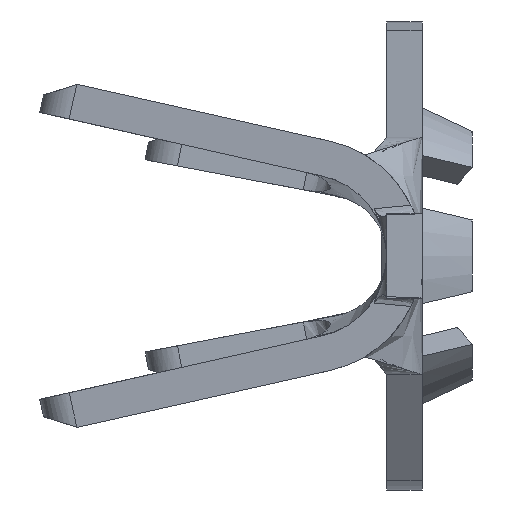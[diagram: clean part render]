
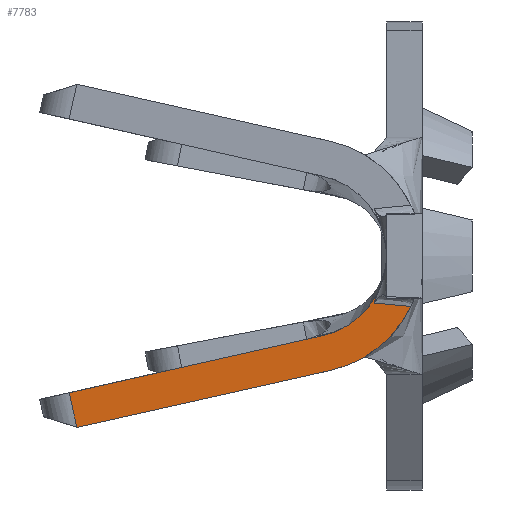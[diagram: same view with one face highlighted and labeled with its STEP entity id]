
A CAD part, left-side view. The second image highlights one B-rep face of the part: STEP entity #7783.
In plain terms, the highlighted planar face has unit normal (-0.996, 0.087, 0).
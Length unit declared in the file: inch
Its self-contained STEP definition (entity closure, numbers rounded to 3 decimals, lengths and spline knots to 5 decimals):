
#232 = CARTESIAN_POINT ( 'NONE',  ( -0.69262, 0.0272, -0.03671 ) ) ;
#397 = CARTESIAN_POINT ( 'NONE',  ( -0.69181, 0.03642, -0.03575 ) ) ;
#579 = CARTESIAN_POINT ( 'NONE',  ( -0.695, 0., -0.13 ) ) ;
#906 = VECTOR ( 'NONE', #5501, 39.37008 ) ;
#938 = CARTESIAN_POINT ( 'NONE',  ( -0.69219, 0.03214, -0.03622 ) ) ;
#1010 = EDGE_CURVE ( 'NONE', #8607, #2298, #3265, .T. ) ;
#1164 = CARTESIAN_POINT ( 'NONE',  ( -0.6884, 0.07539, -0.06049 ) ) ;
#1241 = ORIENTED_EDGE ( 'NONE', *, *, #6245, .F. ) ;
#1262 = DIRECTION ( 'NONE',  ( 0.087, 0.996, 0. ) ) ;
#1319 = ORIENTED_EDGE ( 'NONE', *, *, #8410, .F. ) ;
#1409 = ORIENTED_EDGE ( 'NONE', *, *, #3574, .F. ) ;
#1415 = DIRECTION ( 'NONE',  ( 0.085, 0.972, -0.219 ) ) ;
#1462 = EDGE_CURVE ( 'NONE', #3733, #8607, #5084, .T. ) ;
#1615 = CARTESIAN_POINT ( 'NONE',  ( -0.69181, 0.03642, -0.03575 ) ) ;
#1772 = CARTESIAN_POINT ( 'NONE',  ( -0.69226, 0.03128, -0.02264 ) ) ;
#1957 = CARTESIAN_POINT ( 'NONE',  ( -0.69424, 0.00869, -0.03836 ) ) ;
#2037 = ORIENTED_EDGE ( 'NONE', *, *, #1010, .T. ) ;
#2053 = CARTESIAN_POINT ( 'NONE',  ( -0.6902, 0.05489, -0.05587 ) ) ;
#2072 = VERTEX_POINT ( 'NONE', #4039 ) ;
#2237 = VECTOR ( 'NONE', #7455, 39.37008 ) ;
#2298 = VERTEX_POINT ( 'NONE', #2842 ) ;
#2418 = CARTESIAN_POINT ( 'NONE',  ( -0.69181, 0.03642, -0.03575 ) ) ;
#2479 = VERTEX_POINT ( 'NONE', #1164 ) ;
#2570 =( BOUNDED_CURVE ( )  B_SPLINE_CURVE ( 3, ( #1957, #5972, #3980, #8665 ),
 .UNSPECIFIED., .F., .F. ) 
 B_SPLINE_CURVE_WITH_KNOTS ( ( 4, 4 ),
 ( 3.58722, 4.49099 ),
 .UNSPECIFIED. ) 
 CURVE ( )  GEOMETRIC_REPRESENTATION_ITEM ( )  RATIONAL_B_SPLINE_CURVE ( ( 1., 0.933, 0.933, 1. ) ) 
 REPRESENTATION_ITEM ( '' )  );
#2660 = ORIENTED_EDGE ( 'NONE', *, *, #3084, .F. ) ;
#2766 = VECTOR ( 'NONE', #1415, 39.37008 ) ;
#2812 = ORIENTED_EDGE ( 'NONE', *, *, #3664, .F. ) ;
#2842 = CARTESIAN_POINT ( 'NONE',  ( -0.69226, 0.03128, -0.02264 ) ) ;
#2846 = VERTEX_POINT ( 'NONE', #6928 ) ;
#2940 = CARTESIAN_POINT ( 'NONE',  ( -0.69401, 0.01136, -0.0381 ) ) ;
#3044 =( BOUNDED_CURVE ( )  B_SPLINE_CURVE ( 3, ( #6726, #2053, #3392, #8114 ),
 .UNSPECIFIED., .F., .T. ) 
 B_SPLINE_CURVE_WITH_KNOTS ( ( 4, 4 ),
 ( 1.79219, 2.76778 ),
 .UNSPECIFIED. ) 
 CURVE ( )  GEOMETRIC_REPRESENTATION_ITEM ( )  RATIONAL_B_SPLINE_CURVE ( ( 1., 0.922, 0.922, 1. ) ) 
 REPRESENTATION_ITEM ( '' )  );
#3084 = EDGE_CURVE ( 'NONE', #7396, #2846, #3133, .T. ) ;
#3133 = LINE ( 'NONE', #8587, #4282 ) ;
#3265 = B_SPLINE_CURVE_WITH_KNOTS ( 'NONE', 3,
 ( #397, #5108, #5774, #1772 ),
 .UNSPECIFIED., .F., .F.,
 ( 4, 4 ),
 ( 0., 0.00036 ),
 .UNSPECIFIED. ) ;
#3392 = CARTESIAN_POINT ( 'NONE',  ( -0.69159, 0.03895, -0.0422 ) ) ;
#3438 = CARTESIAN_POINT ( 'NONE',  ( -0.68897, 0.06895, -0.08671 ) ) ;
#3574 = EDGE_CURVE ( 'NONE', #2479, #2298, #3044, .T. ) ;
#3598 = CARTESIAN_POINT ( 'NONE',  ( -0.69341, 0.0182, -0.03751 ) ) ;
#3664 = EDGE_CURVE ( 'NONE', #2072, #2479, #6254, .T. ) ;
#3733 = VERTEX_POINT ( 'NONE', #5759 ) ;
#3747 = ORIENTED_EDGE ( 'NONE', *, *, #7885, .T. ) ;
#3896 = DIRECTION ( 'NONE',  ( 0.083, 0.951, 0.297 ) ) ;
#3980 = CARTESIAN_POINT ( 'NONE',  ( -0.69129, 0.04237, -0.08073 ) ) ;
#4021 = LINE ( 'NONE', #4734, #2237 ) ;
#4039 = CARTESIAN_POINT ( 'NONE',  ( -0.67158, 0.26768, -0.10377 ) ) ;
#4282 = VECTOR ( 'NONE', #3896, 39.37008 ) ;
#4292 = CARTESIAN_POINT ( 'NONE',  ( -0.69286, 0.02441, -0.03697 ) ) ;
#4390 = VERTEX_POINT ( 'NONE', #7014 ) ;
#4638 = FACE_OUTER_BOUND ( 'NONE', #6114, .T. ) ;
#4734 = CARTESIAN_POINT ( 'NONE',  ( -0.67321, 0.24906, -0.18649 ) ) ;
#4830 = CARTESIAN_POINT ( 'NONE',  ( -0.68845, 0.07484, -0.06036 ) ) ;
#4953 = CARTESIAN_POINT ( 'NONE',  ( -0.69238, 0.02999, -0.03643 ) ) ;
#5084 = B_SPLINE_CURVE_WITH_KNOTS ( 'NONE', 3,
 ( #5514, #6272, #6943, #2940, #7640, #3598, #8317, #4292, #232, #4953, #938, #5629, #1615 ),
 .UNSPECIFIED., .F., .F.,
 ( 4, 3, 3, 3, 4 ),
 ( 0., 0.00007, 0.00033, 0.00055, 0.00071 ),
 .UNSPECIFIED. ) ;
#5108 = CARTESIAN_POINT ( 'NONE',  ( -0.69196, 0.03471, -0.03138 ) ) ;
#5264 = ORIENTED_EDGE ( 'NONE', *, *, #1462, .T. ) ;
#5276 = DIRECTION ( 'NONE',  ( 0.996, -0.087, 0. ) ) ;
#5501 = DIRECTION ( 'NONE',  ( -0.085, -0.972, 0.219 ) ) ;
#5514 = CARTESIAN_POINT ( 'NONE',  ( -0.69424, 0.00869, -0.03836 ) ) ;
#5629 = CARTESIAN_POINT ( 'NONE',  ( -0.692, 0.03428, -0.03599 ) ) ;
#5759 = CARTESIAN_POINT ( 'NONE',  ( -0.69424, 0.00869, -0.03836 ) ) ;
#5774 = CARTESIAN_POINT ( 'NONE',  ( -0.69211, 0.033, -0.02701 ) ) ;
#5972 = CARTESIAN_POINT ( 'NONE',  ( -0.69319, 0.02066, -0.06342 ) ) ;
#6114 = EDGE_LOOP ( 'NONE', ( #1241, #5264, #2037, #1409, #2812, #3747, #2660, #1319 ) ) ;
#6245 = EDGE_CURVE ( 'NONE', #3733, #4390, #2570, .T. ) ;
#6254 = LINE ( 'NONE', #4830, #906 ) ;
#6272 = CARTESIAN_POINT ( 'NONE',  ( -0.69416, 0.00958, -0.03827 ) ) ;
#6726 = CARTESIAN_POINT ( 'NONE',  ( -0.6884, 0.07539, -0.06049 ) ) ;
#6928 = CARTESIAN_POINT ( 'NONE',  ( -0.67209, 0.26182, -0.12983 ) ) ;
#6943 = CARTESIAN_POINT ( 'NONE',  ( -0.69408, 0.01047, -0.03819 ) ) ;
#7014 = CARTESIAN_POINT ( 'NONE',  ( -0.68892, 0.06946, -0.08683 ) ) ;
#7253 = PLANE ( 'NONE',  #8195 ) ;
#7396 = VERTEX_POINT ( 'NONE', #7899 ) ;
#7455 = DIRECTION ( 'NONE',  ( -0.019, -0.22, -0.975 ) ) ;
#7640 = CARTESIAN_POINT ( 'NONE',  ( -0.69371, 0.01477, -0.03779 ) ) ;
#7783 = ADVANCED_FACE ( 'NONE', ( #4638 ), #7253, .F. ) ;
#7885 = EDGE_CURVE ( 'NONE', #2072, #2846, #4021, .T. ) ;
#7899 = CARTESIAN_POINT ( 'NONE',  ( -0.67214, 0.26126, -0.13 ) ) ;
#7926 = LINE ( 'NONE', #3438, #2766 ) ;
#8114 = CARTESIAN_POINT ( 'NONE',  ( -0.69226, 0.03128, -0.02264 ) ) ;
#8195 = AXIS2_PLACEMENT_3D ( 'NONE', #579, #5276, #1262 ) ;
#8317 = CARTESIAN_POINT ( 'NONE',  ( -0.69311, 0.02162, -0.03721 ) ) ;
#8410 = EDGE_CURVE ( 'NONE', #4390, #7396, #7926, .T. ) ;
#8587 = CARTESIAN_POINT ( 'NONE',  ( -0.67006, 0.28505, -0.12258 ) ) ;
#8607 = VERTEX_POINT ( 'NONE', #2418 ) ;
#8665 = CARTESIAN_POINT ( 'NONE',  ( -0.68892, 0.06946, -0.08683 ) ) ;
